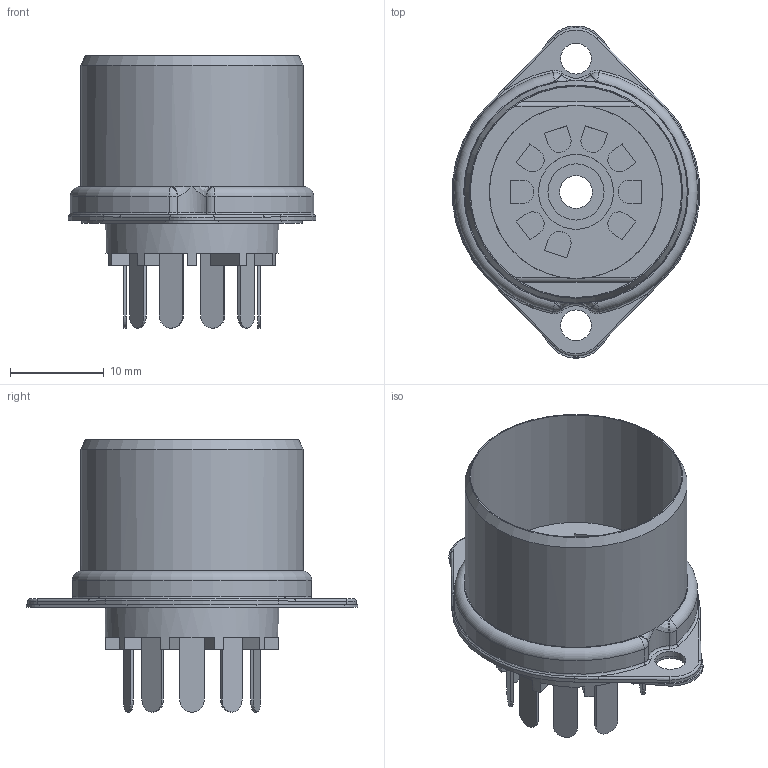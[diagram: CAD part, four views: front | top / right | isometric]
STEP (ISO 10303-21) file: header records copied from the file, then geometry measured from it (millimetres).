
FILE_DESCRIPTION(/* description */ (''),/* implementation_level */ '2;1');
FILE_NAME(/* name */ 'VT9-ST-C(2) v1.step',/* time_stamp */ '2021-08-08T21:25:19+01:00',/* author */ (''),/* organization */ (''),/* preprocessor_version */ 'ST-DEVELOPER v18.1',/* originating_system */ 'Autodesk Translation Framework v10.6.0.1341',/* authorisation */ '');
FILE_SCHEMA (('AUTOMOTIVE_DESIGN { 1 0 10303 214 3 1 1 }'));
Length unit declared in the file: millimetre
Products named in the file (3): VT9-ST-C(2); VT9-Cap; VT9-ST-2
Assembly tree (2 placements, depth 2):
  VT9-ST-C(2)
    VT9-Cap
    VT9-ST-2
Bounding box: 26.4 x 35.47 x 29.1 mm (x, y, z)
Volume: 3512.5 mm3; surface area: 5650.9 mm2
Topology: 2 solids, 11 shells, 287 faces, 679 edges, 433 vertices
Faces by surface type: plane 174, cylinder 76, torus 20, bspline 8, sphere 8, cone 1
Full cylindrical faces by diameter (mm): 3.3 x4, 3.5 x1, 5.5 x1, 6 x1, 7 x1, 8 x1, 18.5 x2, 22.6 x1, 23.8 x1
Entity records: 8658 total; most frequent: CARTESIAN_POINT 1696, DIRECTION 1464, ORIENTED_EDGE 1350, EDGE_CURVE 675, AXIS2_PLACEMENT_3D 520, VERTEX_POINT 433, LINE 424, VECTOR 424
